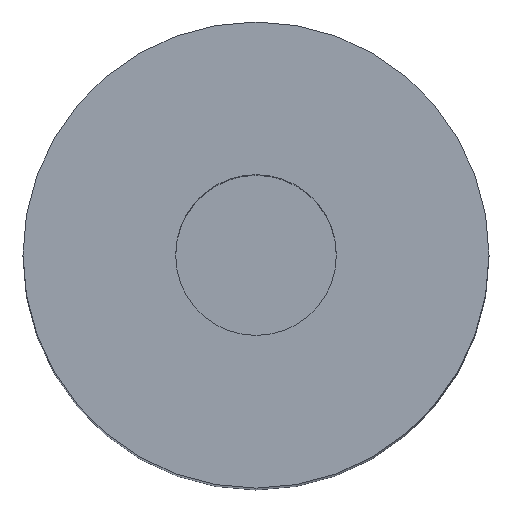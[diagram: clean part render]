
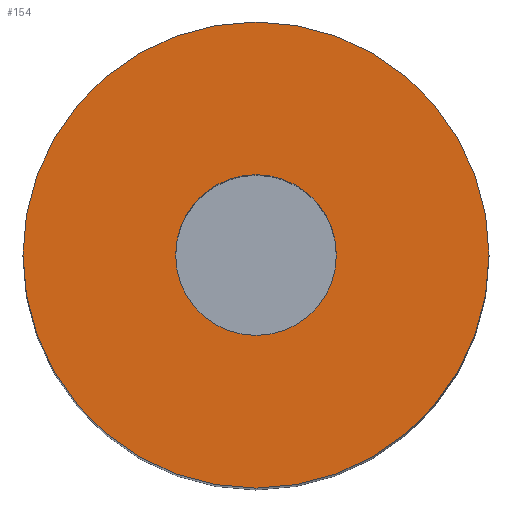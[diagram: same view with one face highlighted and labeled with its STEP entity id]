
A CAD part, top view. The second image highlights one B-rep face of the part: STEP entity #154.
In plain terms, the highlighted planar face has unit normal (0, 0, 1).
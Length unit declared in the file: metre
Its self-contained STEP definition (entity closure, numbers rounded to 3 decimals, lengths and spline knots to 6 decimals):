
#34=PLANE('',#180);
#42=ORIENTED_EDGE('',*,*,#80,.F.);
#43=ORIENTED_EDGE('',*,*,#78,.T.);
#78=EDGE_CURVE('',#97,#97,#112,.T.);
#80=EDGE_CURVE('',#99,#99,#114,.T.);
#97=VERTEX_POINT('',#234);
#99=VERTEX_POINT('',#239);
#112=CIRCLE('',#178,0.0029);
#114=CIRCLE('',#181,0.001);
#120=EDGE_LOOP('',(#42));
#121=EDGE_LOOP('',(#43));
#136=FACE_BOUND('',#120,.T.);
#137=FACE_BOUND('',#121,.T.);
#154=ADVANCED_FACE('',(#136,#137),#34,.T.);
#178=AXIS2_PLACEMENT_3D('',#233,#196,#197);
#180=AXIS2_PLACEMENT_3D('',#237,#200,#201);
#181=AXIS2_PLACEMENT_3D('',#238,#202,#203);
#196=DIRECTION('',(0.,0.,1.));
#197=DIRECTION('',(1.,0.,0.));
#200=DIRECTION('',(0.,0.,1.));
#201=DIRECTION('',(1.,0.,0.));
#202=DIRECTION('',(0.,0.,1.));
#203=DIRECTION('',(1.,0.,0.));
#233=CARTESIAN_POINT('',(0.,0.,0.0135));
#234=CARTESIAN_POINT('',(0.0029,0.,0.0135));
#237=CARTESIAN_POINT('',(-0.007748,0.,0.0135));
#238=CARTESIAN_POINT('',(0.,0.,0.0135));
#239=CARTESIAN_POINT('',(0.001,0.,0.0135));
